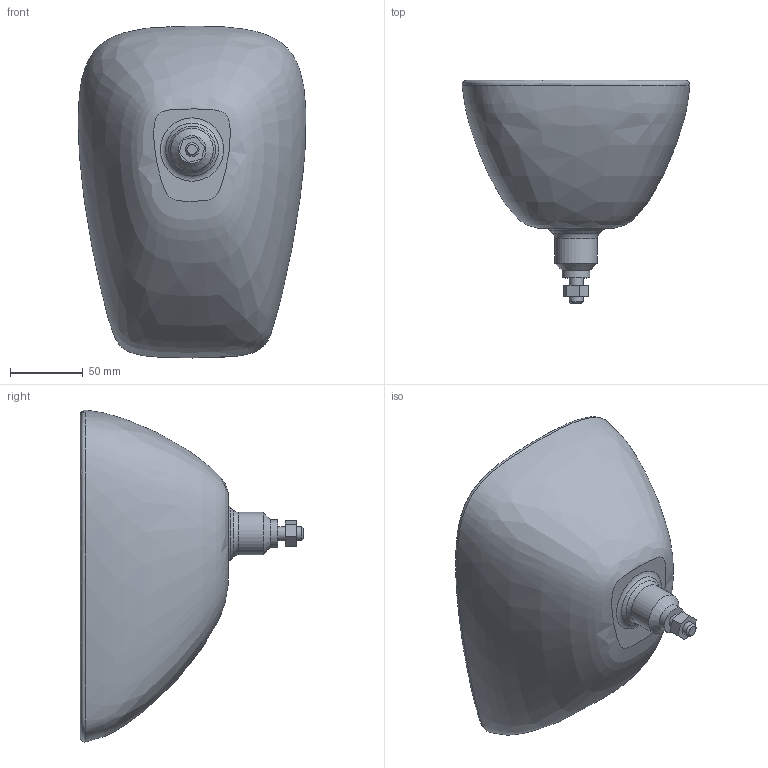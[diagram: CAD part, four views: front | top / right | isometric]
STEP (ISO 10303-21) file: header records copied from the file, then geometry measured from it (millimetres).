
FILE_DESCRIPTION(/* description */ ('STEP AP214'),/* implementation_level */ '2;1');
FILE_NAME(/* name */ '638e5e63f6d7ad4ea67d7de1',/* time_stamp */ '2022-12-05T21:11:00+00:00',/* author */ (''),/* organization */ (''),/* preprocessor_version */ 'ST-DEVELOPER v18.102',/* originating_system */ ' ',/* authorisation */ ' ');
FILE_SCHEMA (('AUTOMOTIVE_DESIGN {1 0 10303 214 3 1 1}'));
Length unit declared in the file: metre
Products named in the file (1): Part 8
Bounding box: 156.7 x 153.67 x 228.28 mm (x, y, z)
Volume: 222030.4 mm3; surface area: 129776.4 mm2
Topology: 1 solids, 1 shells, 30 faces, 67 edges, 44 vertices
Faces by surface type: plane 13, bspline 8, cylinder 4, cone 3, torus 2
Full cylindrical faces by diameter (mm): 9.525 x2, 19.05 x1, 29.21 x1
Entity records: 4026 total; most frequent: CARTESIAN_POINT 3442, ORIENTED_EDGE 108, DIRECTION 88, EDGE_CURVE 54, EDGE_LOOP 46, FACE_BOUND 46, VERTEX_POINT 42, AXIS2_PLACEMENT_3D 35
